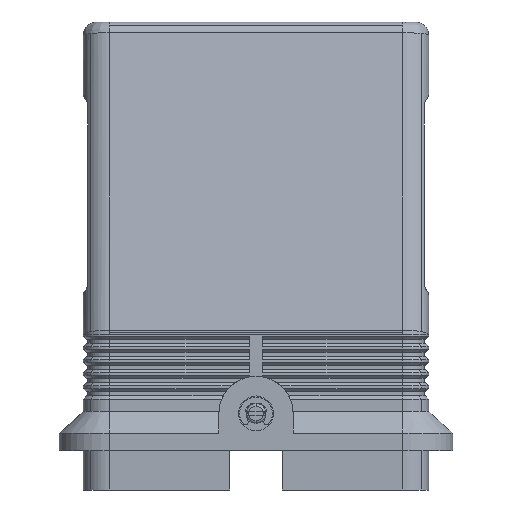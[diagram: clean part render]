
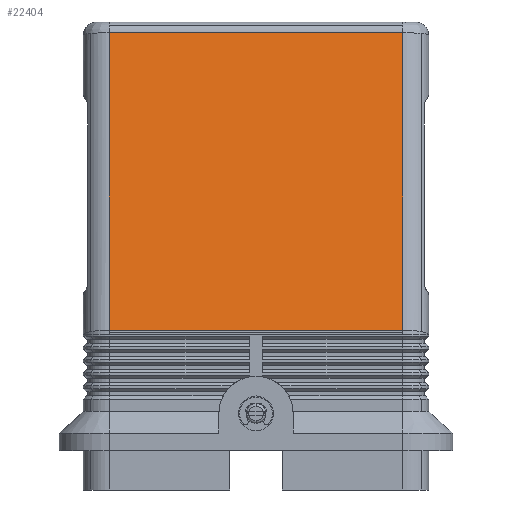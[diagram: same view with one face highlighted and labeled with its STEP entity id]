
A CAD part, left-side view. The second image highlights one B-rep face of the part: STEP entity #22404.
In plain terms, the highlighted planar face has unit normal (-0.984, 0, 0.18).
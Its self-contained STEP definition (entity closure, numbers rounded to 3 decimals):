
#363=CARTESIAN_POINT('',(-60.402,-33.5,36.536));
#364=VERTEX_POINT('',#363);
#372=CARTESIAN_POINT('',(-60.402,33.5,36.536));
#373=VERTEX_POINT('',#372);
#374=CARTESIAN_POINT('',(-60.402,-33.5,36.536));
#375=DIRECTION('',(0.0,1.0,0.0));
#376=VECTOR('',#375,67.);
#377=LINE('',#374,#376);
#378=EDGE_CURVE('',#364,#373,#377,.T.);
#22063=CARTESIAN_POINT('',(-47.95,-33.5,104.54));
#22064=VERTEX_POINT('',#22063);
#22173=CARTESIAN_POINT('',(-47.95,33.5,104.54));
#22174=VERTEX_POINT('',#22173);
#22210=CARTESIAN_POINT('',(-47.95,33.5,104.54));
#22211=DIRECTION('',(0.0,-1.0,0.0));
#22212=VECTOR('',#22211,67.);
#22213=LINE('',#22210,#22212);
#22214=EDGE_CURVE('',#22174,#22064,#22213,.T.);
#22233=CARTESIAN_POINT('',(-60.402,33.5,36.536));
#22234=DIRECTION('',(0.18,0.0,0.984));
#22235=VECTOR('',#22234,69.135);
#22236=LINE('',#22233,#22235);
#22237=EDGE_CURVE('',#373,#22174,#22236,.T.);
#22383=CARTESIAN_POINT('',(-47.95,-33.5,104.54));
#22384=DIRECTION('',(-0.18,0.0,-0.984));
#22385=VECTOR('',#22384,69.135);
#22386=LINE('',#22383,#22385);
#22387=EDGE_CURVE('',#22064,#364,#22386,.T.);
#22393=CARTESIAN_POINT('',(-47.5,0.0,107.));
#22394=DIRECTION('',(-0.984,0.0,0.18));
#22395=DIRECTION('',(0.18,0.0,0.984));
#22396=AXIS2_PLACEMENT_3D('',#22393,#22394,#22395);
#22397=PLANE('',#22396);
#22398=ORIENTED_EDGE('',*,*,#22214,.F.);
#22399=ORIENTED_EDGE('',*,*,#22237,.F.);
#22400=ORIENTED_EDGE('',*,*,#378,.F.);
#22401=ORIENTED_EDGE('',*,*,#22387,.F.);
#22402=EDGE_LOOP('',(#22398,#22399,#22400,#22401));
#22403=FACE_OUTER_BOUND('',#22402,.T.);
#22404=ADVANCED_FACE('',(#22403),#22397,.T.);
